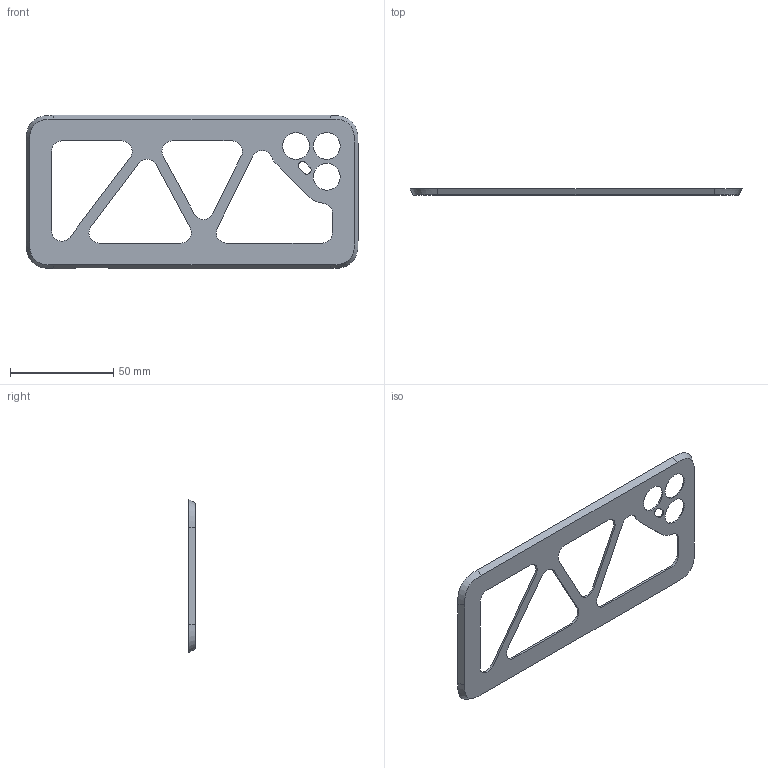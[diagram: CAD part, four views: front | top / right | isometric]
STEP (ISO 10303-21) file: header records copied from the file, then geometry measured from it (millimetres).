
FILE_DESCRIPTION((''),'2;1');
FILE_NAME('FP4_DEFAULT_REARCOVER','2022-02-06T18:04:05',('andre'),(''),'CREO PARAMETRIC BY PTC INC, 2018050','CREO PARAMETRIC BY PTC INC, 2018050','');
FILE_SCHEMA(('CONFIG_CONTROL_DESIGN'));
Length unit declared in the file: millimetre
Products named in the file (1): FP4_DEFAULT_REARCOVER
Bounding box: 160.5 x 3 x 74 mm (x, y, z)
Volume: 6622.5 mm3; surface area: 14721.7 mm2
Topology: 1 solids, 1 shells, 155 faces, 414 edges, 276 vertices
Faces by surface type: plane 117, cylinder 30, bspline 8
Entity records: 5328 total; most frequent: CARTESIAN_POINT 1383, ORIENTED_EDGE 828, DIRECTION 744, EDGE_CURVE 414, VECTOR 338, LINE 338, VERTEX_POINT 276, AXIS2_PLACEMENT_3D 203
